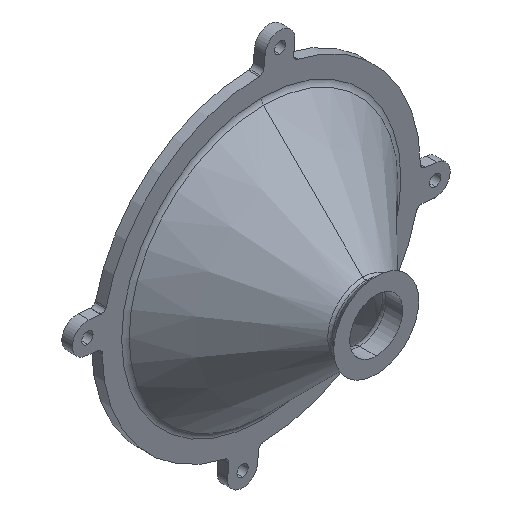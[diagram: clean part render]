
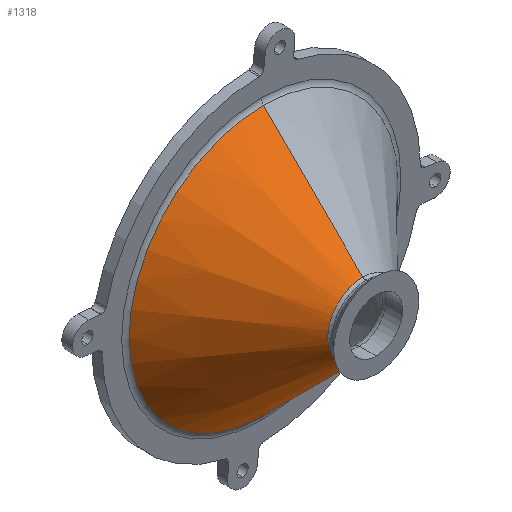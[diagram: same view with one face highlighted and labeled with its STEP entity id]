
A CAD part, isometric view. The second image highlights one B-rep face of the part: STEP entity #1318.
In plain terms, the highlighted conical face has half-angle 45 degrees and reference radius 12.835 mm.
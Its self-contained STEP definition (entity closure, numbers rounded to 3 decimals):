
#125 = EDGE_CURVE ( 'NONE', #260, #1685, #1672, .T. ) ;
#182 = CARTESIAN_POINT ( 'NONE',  ( 0., 51.14, 0. ) ) ;
#258 = ORIENTED_EDGE ( 'NONE', *, *, #125, .T. ) ;
#260 = VERTEX_POINT ( 'NONE', #1466 ) ;
#269 = VECTOR ( 'NONE', #681, 1000. ) ;
#423 = EDGE_CURVE ( 'NONE', #1685, #1601, #1686, .T. ) ;
#611 = DIRECTION ( 'NONE',  ( 0., 1., 0. ) ) ;
#673 = DIRECTION ( 'NONE',  ( 0., 1., 0. ) ) ;
#681 = DIRECTION ( 'NONE',  ( 0., 0.707, -0.707 ) ) ;
#745 = VECTOR ( 'NONE', #1251, 1000. ) ;
#837 = AXIS2_PLACEMENT_3D ( 'NONE', #1515, #611, #1358 ) ;
#917 = FACE_OUTER_BOUND ( 'NONE', #1645, .T. ) ;
#968 = CONICAL_SURFACE ( 'NONE', #837, 12.835, 0.785 ) ;
#1122 = DIRECTION ( 'NONE',  ( 0., 0., 1. ) ) ;
#1132 = DIRECTION ( 'NONE',  ( 0., -1., 0. ) ) ;
#1167 = EDGE_CURVE ( 'NONE', #260, #1219, #1647, .T. ) ;
#1173 = DIRECTION ( 'NONE',  ( 0., 0., 1. ) ) ;
#1187 = CARTESIAN_POINT ( 'NONE',  ( 0., 10.197, -12.835 ) ) ;
#1219 = VERTEX_POINT ( 'NONE', #1482 ) ;
#1235 = AXIS2_PLACEMENT_3D ( 'NONE', #182, #1132, #1122 ) ;
#1251 = DIRECTION ( 'NONE',  ( 0., 0.707, 0.707 ) ) ;
#1318 = ADVANCED_FACE ( 'NONE', ( #917 ), #968, .T. ) ;
#1325 = ORIENTED_EDGE ( 'NONE', *, *, #1848, .T. ) ;
#1358 = DIRECTION ( 'NONE',  ( 0., 0., 1. ) ) ;
#1409 = CARTESIAN_POINT ( 'NONE',  ( 0., 51.14, 53.777 ) ) ;
#1457 = ORIENTED_EDGE ( 'NONE', *, *, #423, .T. ) ;
#1466 = CARTESIAN_POINT ( 'NONE',  ( 0., 11.399, -14.037 ) ) ;
#1480 = ORIENTED_EDGE ( 'NONE', *, *, #1167, .F. ) ;
#1482 = CARTESIAN_POINT ( 'NONE',  ( 0., 51.14, -53.777 ) ) ;
#1515 = CARTESIAN_POINT ( 'NONE',  ( 0., 10.197, 0. ) ) ;
#1601 = VERTEX_POINT ( 'NONE', #1409 ) ;
#1645 = EDGE_LOOP ( 'NONE', ( #1480, #258, #1457, #1325 ) ) ;
#1647 = LINE ( 'NONE', #1187, #269 ) ;
#1672 = CIRCLE ( 'NONE', #1839, 14.037 ) ;
#1685 = VERTEX_POINT ( 'NONE', #2006 ) ;
#1686 = LINE ( 'NONE', #1727, #745 ) ;
#1727 = CARTESIAN_POINT ( 'NONE',  ( 0., 10.197, 12.835 ) ) ;
#1793 = CIRCLE ( 'NONE', #1235, 53.777 ) ;
#1839 = AXIS2_PLACEMENT_3D ( 'NONE', #1938, #673, #1173 ) ;
#1848 = EDGE_CURVE ( 'NONE', #1601, #1219, #1793, .T. ) ;
#1938 = CARTESIAN_POINT ( 'NONE',  ( 0., 11.399, 0. ) ) ;
#2006 = CARTESIAN_POINT ( 'NONE',  ( 0., 11.399, 14.037 ) ) ;
